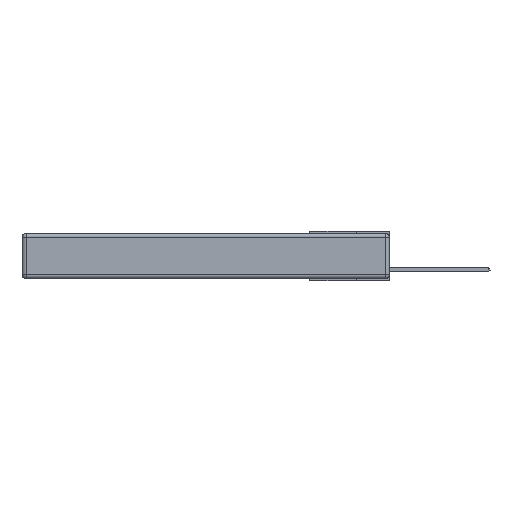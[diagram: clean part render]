
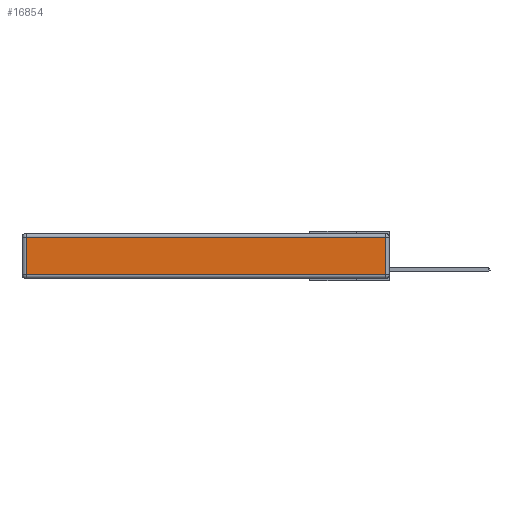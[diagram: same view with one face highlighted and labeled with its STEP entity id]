
A CAD part, left-side view. The second image highlights one B-rep face of the part: STEP entity #16854.
In plain terms, the highlighted planar face has unit normal (-1, 0, 0).
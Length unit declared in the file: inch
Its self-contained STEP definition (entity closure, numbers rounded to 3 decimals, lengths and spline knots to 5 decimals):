
#365 = CARTESIAN_POINT ( 'NONE',  ( 0., 0.03, -0.03 ) ) ;
#376 = EDGE_CURVE ( 'NONE', #5018, #6163, #17424, .T. ) ;
#817 = ORIENTED_EDGE ( 'NONE', *, *, #17621, .T. ) ;
#1891 = ORIENTED_EDGE ( 'NONE', *, *, #376, .T. ) ;
#2405 = VECTOR ( 'NONE', #19734, 39.37008 ) ;
#2446 = CARTESIAN_POINT ( 'NONE',  ( 0., 0.03, -0.313 ) ) ;
#2935 = CARTESIAN_POINT ( 'NONE',  ( 0., 0., -0.313 ) ) ;
#3407 = EDGE_CURVE ( 'NONE', #17528, #9964, #14614, .T. ) ;
#4014 = CARTESIAN_POINT ( 'NONE',  ( 0., 0., -0.343 ) ) ;
#4087 = PLANE ( 'NONE',  #7266 ) ;
#5018 = VERTEX_POINT ( 'NONE', #19718 ) ;
#6163 = VERTEX_POINT ( 'NONE', #2446 ) ;
#7084 = CARTESIAN_POINT ( 'NONE',  ( 0., 0.03, -0.343 ) ) ;
#7188 = VECTOR ( 'NONE', #18276, 39.37008 ) ;
#7266 = AXIS2_PLACEMENT_3D ( 'NONE', #4014, #8736, #16554 ) ;
#7675 = CARTESIAN_POINT ( 'NONE',  ( 0., 2.72, -0.03 ) ) ;
#8250 = ORIENTED_EDGE ( 'NONE', *, *, #9814, .T. ) ;
#8736 = DIRECTION ( 'NONE',  ( -1., 0., 0. ) ) ;
#9814 = EDGE_CURVE ( 'NONE', #6163, #17528, #18941, .T. ) ;
#9964 = VERTEX_POINT ( 'NONE', #7675 ) ;
#10514 = ORIENTED_EDGE ( 'NONE', *, *, #3407, .T. ) ;
#10549 = EDGE_LOOP ( 'NONE', ( #1891, #8250, #10514, #817 ) ) ;
#11482 = VECTOR ( 'NONE', #17948, 39.37008 ) ;
#11883 = CARTESIAN_POINT ( 'NONE',  ( 0., 2.72, -0.343 ) ) ;
#14614 = LINE ( 'NONE', #16817, #2405 ) ;
#15393 = DIRECTION ( 'NONE',  ( 0., -1., 0. ) ) ;
#15653 = FACE_OUTER_BOUND ( 'NONE', #10549, .T. ) ;
#16554 = DIRECTION ( 'NONE',  ( 0., 0., 1. ) ) ;
#16817 = CARTESIAN_POINT ( 'NONE',  ( 0., 2.75, -0.03 ) ) ;
#16854 = ADVANCED_FACE ( 'NONE', ( #15653 ), #4087, .T. ) ;
#16924 = VECTOR ( 'NONE', #15393, 39.37008 ) ;
#17424 = LINE ( 'NONE', #2935, #16924 ) ;
#17528 = VERTEX_POINT ( 'NONE', #365 ) ;
#17621 = EDGE_CURVE ( 'NONE', #9964, #5018, #19766, .T. ) ;
#17948 = DIRECTION ( 'NONE',  ( 0., 0., -1. ) ) ;
#18276 = DIRECTION ( 'NONE',  ( 0., 0., 1. ) ) ;
#18941 = LINE ( 'NONE', #7084, #7188 ) ;
#19718 = CARTESIAN_POINT ( 'NONE',  ( 0., 2.72, -0.313 ) ) ;
#19734 = DIRECTION ( 'NONE',  ( 0., 1., 0. ) ) ;
#19766 = LINE ( 'NONE', #11883, #11482 ) ;
